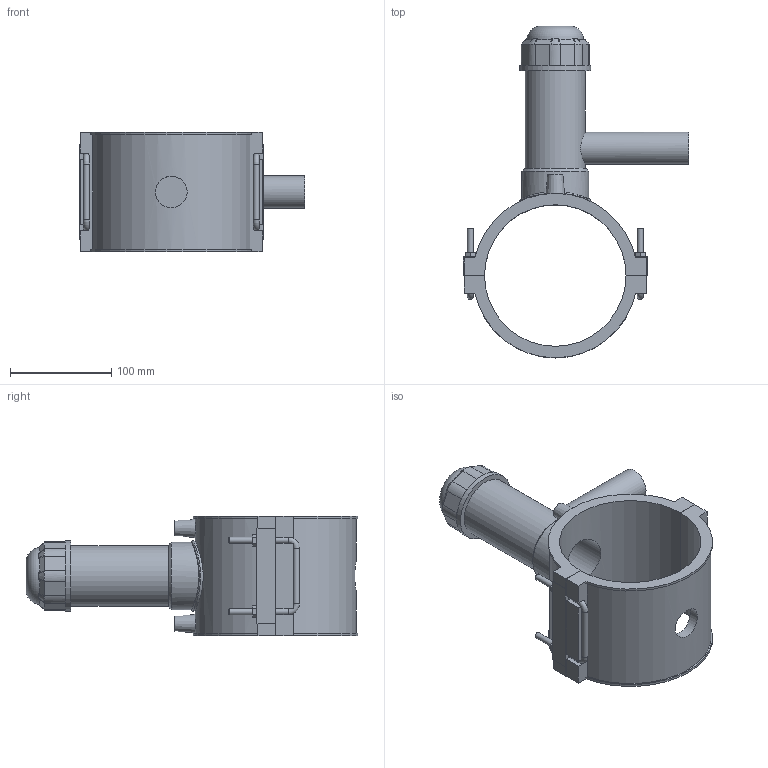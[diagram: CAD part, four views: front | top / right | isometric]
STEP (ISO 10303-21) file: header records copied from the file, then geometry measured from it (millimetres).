
FILE_DESCRIPTION(/* description */ ('PLASSON TAPPING SADDLE 140x32'),/* implementation_level */ '2;1');
FILE_NAME(/* name */ '496304140032.ipt.stp',/* time_stamp */ '2018-05-02T16:16:09+03:00',/* author */ ('KIM'),/* organization */ (''),/* preprocessor_version */ 'ST-DEVELOPER v15.6',/* originating_system */ 'Autodesk Inventor 2015',/* authorisation */ '');
FILE_SCHEMA (('AUTOMOTIVE_DESIGN { 1 0 10303 214 3 1 1 }'));
Length unit declared in the file: millimetre
Products named in the file (1): 496304140032
Bounding box: 223 x 328.4 x 118 mm (x, y, z)
Volume: 922562 mm3; surface area: 221320.2 mm2
Topology: 1 solids, 1 shells, 207 faces, 518 edges, 330 vertices
Faces by surface type: plane 118, cylinder 48, bspline 21, cone 15, torus 5
Full cylindrical faces by diameter (mm): 4 x2, 6 x10, 10 x2, 25.6 x1, 31.36 x1, 32 x1, 49 x1, 59.5 x1, 66.5 x1, 70 x2
Entity records: 7312 total; most frequent: CARTESIAN_POINT 2561, ORIENTED_EDGE 998, DIRECTION 891, EDGE_CURVE 489, VERTEX_POINT 325, AXIS2_PLACEMENT_3D 302, LINE 287, VECTOR 287
